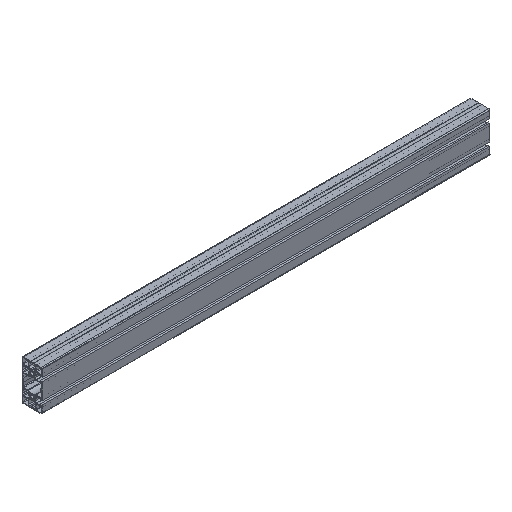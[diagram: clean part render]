
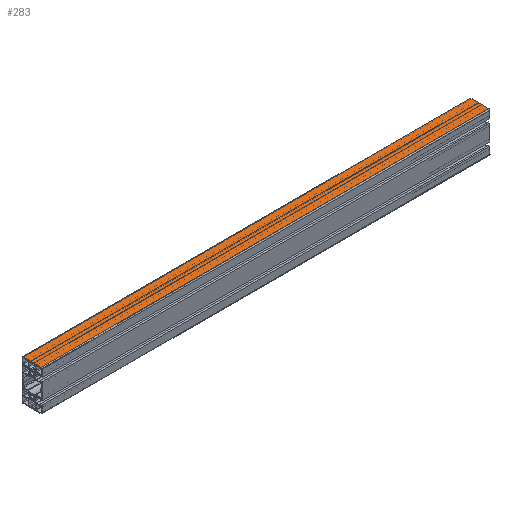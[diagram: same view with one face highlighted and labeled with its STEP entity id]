
A CAD part, isometric view. The second image highlights one B-rep face of the part: STEP entity #283.
In plain terms, the highlighted planar face has unit normal (0, 0, 1).
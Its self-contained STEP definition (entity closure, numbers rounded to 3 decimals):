
#283=ADVANCED_FACE('',(#596),#597,.F.);
#596=FACE_OUTER_BOUND('',#936,.T.);
#597=PLANE('',#937);
#936=EDGE_LOOP('',(#2202,#2203,#2204,#2205));
#937=AXIS2_PLACEMENT_3D('',#2206,#2207,#2208);
#2202=ORIENTED_EDGE('',*,*,#2834,.F.);
#2203=ORIENTED_EDGE('',*,*,#2837,.F.);
#2204=ORIENTED_EDGE('',*,*,#2523,.F.);
#2205=ORIENTED_EDGE('',*,*,#2836,.T.);
#2206=CARTESIAN_POINT('',(3000.0,0.,45.0));
#2207=DIRECTION('',(0.0,0.,-1.0));
#2208=DIRECTION('',(0.0,1.0,0.));
#2523=EDGE_CURVE('',#3113,#3115,#3116,.T.);
#2834=EDGE_CURVE('',#3610,#3554,#3612,.T.);
#2836=EDGE_CURVE('',#3113,#3554,#3614,.T.);
#2837=EDGE_CURVE('',#3115,#3610,#3615,.T.);
#3113=VERTEX_POINT('',#3982);
#3115=VERTEX_POINT('',#3984);
#3116=LINE('',#3985,#3986);
#3554=VERTEX_POINT('',#4665);
#3610=VERTEX_POINT('',#4744);
#3612=LINE('',#4746,#4747);
#3614=LINE('',#4750,#4751);
#3615=LINE('',#4752,#4753);
#3982=CARTESIAN_POINT('',(500.0,20.,45.0));
#3984=CARTESIAN_POINT('',(500.0,-20.,45.0));
#3985=CARTESIAN_POINT('',(500.0,0.,45.0));
#3986=VECTOR('',#4999,1.0);
#4665=CARTESIAN_POINT('',(-500.0,20.,45.0));
#4744=CARTESIAN_POINT('',(-500.0,-20.,45.0));
#4746=CARTESIAN_POINT('',(-500.0,0.,45.0));
#4747=VECTOR('',#5402,1.0);
#4750=CARTESIAN_POINT('',(3000.0,20.,45.0));
#4751=VECTOR('',#5404,1.0);
#4752=CARTESIAN_POINT('',(3000.0,-20.,45.0));
#4753=VECTOR('',#5405,1.0);
#4999=DIRECTION('',(0.0,-1.0,0.));
#5402=DIRECTION('',(0.0,1.0,0.));
#5404=DIRECTION('',(-1.0,0.0,0.0));
#5405=DIRECTION('',(-1.0,0.0,0.0));
